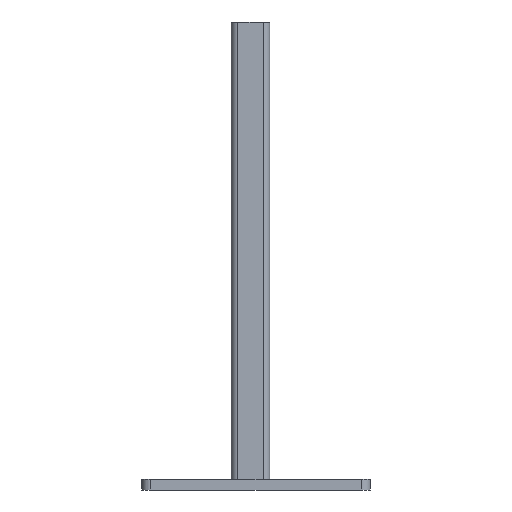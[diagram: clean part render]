
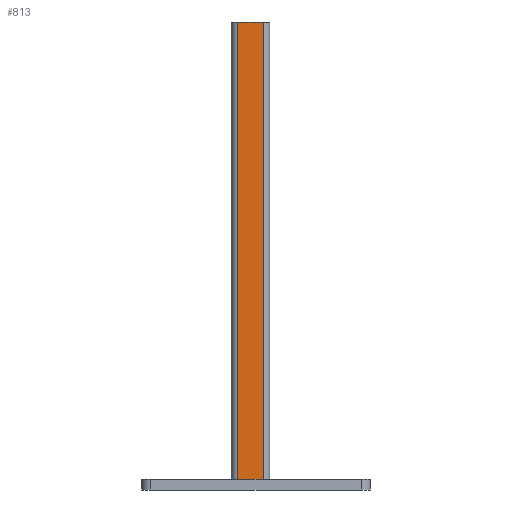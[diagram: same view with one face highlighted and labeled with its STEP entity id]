
A CAD part, left-side view. The second image highlights one B-rep face of the part: STEP entity #813.
In plain terms, the highlighted planar face has unit normal (-1, 0, 0).
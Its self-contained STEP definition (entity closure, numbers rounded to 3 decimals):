
#29 = ORIENTED_EDGE ( 'NONE', *, *, #1615, .F. ) ;
#48 = ORIENTED_EDGE ( 'NONE', *, *, #1735, .T. ) ;
#54 = ORIENTED_EDGE ( 'NONE', *, *, #1616, .F. ) ;
#108 = ORIENTED_EDGE ( 'NONE', *, *, #1734, .T. ) ;
#164 = DIRECTION ( 'NONE',  ( 0., 0., -1. ) ) ;
#183 = CARTESIAN_POINT ( 'NONE',  ( -20.5, 17.5, 250. ) ) ;
#194 = DIRECTION ( 'NONE',  ( 0., -1., 0. ) ) ;
#198 = CARTESIAN_POINT ( 'NONE',  ( -20.5, 0., 0. ) ) ;
#343 = DIRECTION ( 'NONE',  ( 0., -1., 0. ) ) ;
#533 = CARTESIAN_POINT ( 'NONE',  ( -20.5, 0., 250. ) ) ;
#541 = DIRECTION ( 'NONE',  ( 0., 0., -1. ) ) ;
#558 = CARTESIAN_POINT ( 'NONE',  ( -20.5, 3.5, 250. ) ) ;
#632 = VERTEX_POINT ( 'NONE', #2312 ) ;
#813 = ADVANCED_FACE ( 'NONE', ( #1956 ), #2207, .F. ) ;
#1092 = CARTESIAN_POINT ( 'NONE',  ( -20.5, 3.5, 250. ) ) ;
#1165 = CARTESIAN_POINT ( 'NONE',  ( -20.5, 17.5, 250. ) ) ;
#1214 = CARTESIAN_POINT ( 'NONE',  ( -20.5, 3.5, 0. ) ) ;
#1350 = VECTOR ( 'NONE', #343, 1000. ) ;
#1407 = VECTOR ( 'NONE', #164, 1000. ) ;
#1422 = VECTOR ( 'NONE', #541, 1000. ) ;
#1443 = LINE ( 'NONE', #198, #1532 ) ;
#1500 = LINE ( 'NONE', #533, #1350 ) ;
#1523 = LINE ( 'NONE', #183, #1407 ) ;
#1532 = VECTOR ( 'NONE', #194, 1000. ) ;
#1588 = LINE ( 'NONE', #558, #1422 ) ;
#1615 = EDGE_CURVE ( 'NONE', #2109, #2065, #1500, .T. ) ;
#1616 = EDGE_CURVE ( 'NONE', #2065, #2157, #1588, .T. ) ;
#1653 = AXIS2_PLACEMENT_3D ( 'NONE', #2214, #2205, #2204 ) ;
#1734 = EDGE_CURVE ( 'NONE', #632, #2157, #1443, .T. ) ;
#1735 = EDGE_CURVE ( 'NONE', #2109, #632, #1523, .T. ) ;
#1956 = FACE_OUTER_BOUND ( 'NONE', #2015, .T. ) ;
#2015 = EDGE_LOOP ( 'NONE', ( #108, #54, #29, #48 ) ) ;
#2065 = VERTEX_POINT ( 'NONE', #1092 ) ;
#2109 = VERTEX_POINT ( 'NONE', #1165 ) ;
#2157 = VERTEX_POINT ( 'NONE', #1214 ) ;
#2204 = DIRECTION ( 'NONE',  ( 0., 1., 0. ) ) ;
#2205 = DIRECTION ( 'NONE',  ( 1., 0., 0. ) ) ;
#2207 = PLANE ( 'NONE',  #1653 ) ;
#2214 = CARTESIAN_POINT ( 'NONE',  ( -20.5, 0., 250. ) ) ;
#2312 = CARTESIAN_POINT ( 'NONE',  ( -20.5, 17.5, 0. ) ) ;
